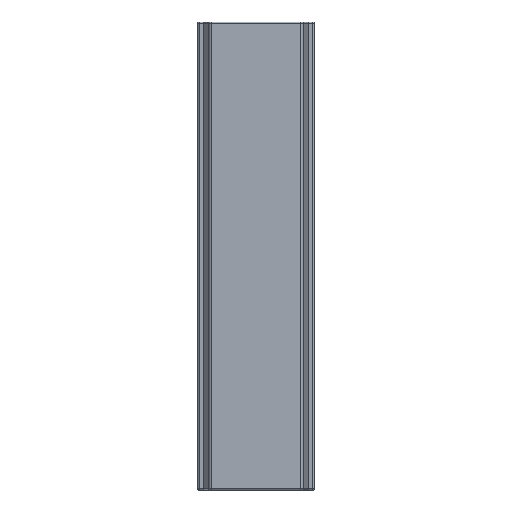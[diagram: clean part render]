
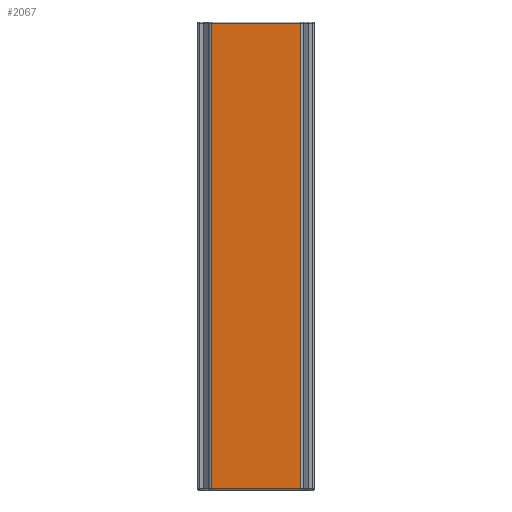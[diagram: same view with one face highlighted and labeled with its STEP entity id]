
A CAD part, front view. The second image highlights one B-rep face of the part: STEP entity #2067.
In plain terms, the highlighted planar face has unit normal (0, -1, 0).
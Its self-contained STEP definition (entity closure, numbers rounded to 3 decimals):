
#61 = VECTOR ( 'NONE', #1458, 1000. ) ;
#107 = VECTOR ( 'NONE', #1825, 1000. ) ;
#366 = DIRECTION ( 'NONE',  ( 0., 1., 0. ) ) ;
#520 = AXIS2_PLACEMENT_3D ( 'NONE', #2732, #366, #1633 ) ;
#628 = LINE ( 'NONE', #1709, #61 ) ;
#704 = VERTEX_POINT ( 'NONE', #1628 ) ;
#728 = ORIENTED_EDGE ( 'NONE', *, *, #2850, .T. ) ;
#787 = ORIENTED_EDGE ( 'NONE', *, *, #3451, .F. ) ;
#833 = CARTESIAN_POINT ( 'NONE',  ( 0.176, 0., 0.1 ) ) ;
#849 = PLANE ( 'NONE',  #520 ) ;
#1162 = VERTEX_POINT ( 'NONE', #833 ) ;
#1190 = CARTESIAN_POINT ( 'NONE',  ( 0., 0., 0.1 ) ) ;
#1257 = ORIENTED_EDGE ( 'NONE', *, *, #2829, .T. ) ;
#1345 = VERTEX_POINT ( 'NONE', #3393 ) ;
#1386 = FACE_OUTER_BOUND ( 'NONE', #1623, .T. ) ;
#1458 = DIRECTION ( 'NONE',  ( -1., 0., 0. ) ) ;
#1531 = VERTEX_POINT ( 'NONE', #1641 ) ;
#1557 = LINE ( 'NONE', #2677, #107 ) ;
#1623 = EDGE_LOOP ( 'NONE', ( #728, #1257, #787, #3395 ) ) ;
#1628 = CARTESIAN_POINT ( 'NONE',  ( 7.824, 0., 0.1 ) ) ;
#1633 = DIRECTION ( 'NONE',  ( 0., 0., 1. ) ) ;
#1641 = CARTESIAN_POINT ( 'NONE',  ( 7.824, 0., 39.9 ) ) ;
#1691 = LINE ( 'NONE', #1723, #2302 ) ;
#1709 = CARTESIAN_POINT ( 'NONE',  ( 0.176, 0., 39.9 ) ) ;
#1723 = CARTESIAN_POINT ( 'NONE',  ( 0.176, 0., 40. ) ) ;
#1825 = DIRECTION ( 'NONE',  ( 0., 0., -1. ) ) ;
#2007 = LINE ( 'NONE', #1190, #2358 ) ;
#2067 = ADVANCED_FACE ( 'NONE', ( #1386 ), #849, .F. ) ;
#2273 = DIRECTION ( 'NONE',  ( 1., 0., 0. ) ) ;
#2302 = VECTOR ( 'NONE', #2736, 1000. ) ;
#2358 = VECTOR ( 'NONE', #2273, 1000. ) ;
#2677 = CARTESIAN_POINT ( 'NONE',  ( 7.824, 0., 40. ) ) ;
#2732 = CARTESIAN_POINT ( 'NONE',  ( 0., 0., 40. ) ) ;
#2736 = DIRECTION ( 'NONE',  ( 0., 0., -1. ) ) ;
#2829 = EDGE_CURVE ( 'NONE', #1162, #704, #2007, .T. ) ;
#2850 = EDGE_CURVE ( 'NONE', #1345, #1162, #1691, .T. ) ;
#2888 = EDGE_CURVE ( 'NONE', #1531, #1345, #628, .T. ) ;
#3393 = CARTESIAN_POINT ( 'NONE',  ( 0.176, 0., 39.9 ) ) ;
#3395 = ORIENTED_EDGE ( 'NONE', *, *, #2888, .T. ) ;
#3451 = EDGE_CURVE ( 'NONE', #1531, #704, #1557, .T. ) ;
